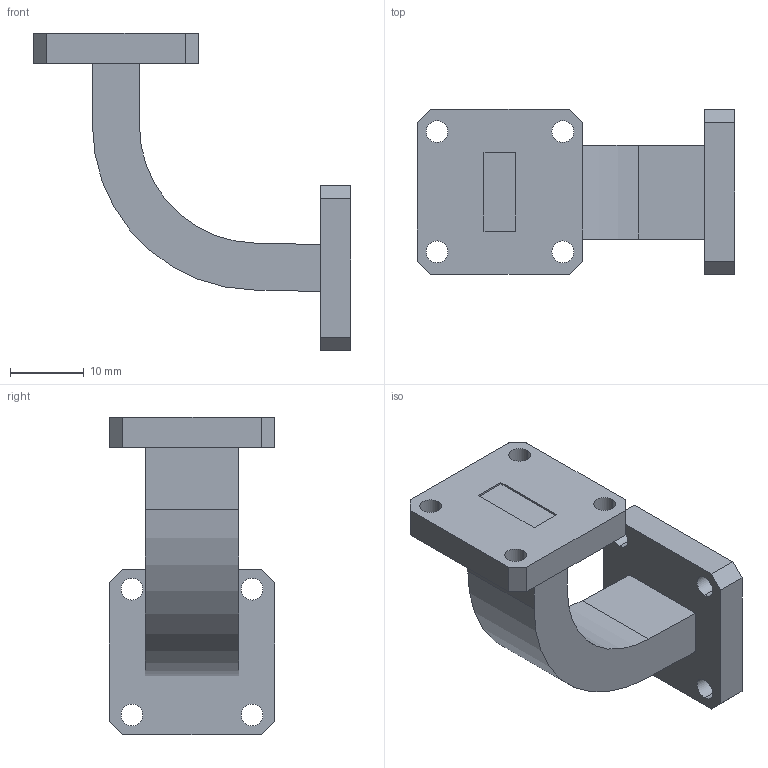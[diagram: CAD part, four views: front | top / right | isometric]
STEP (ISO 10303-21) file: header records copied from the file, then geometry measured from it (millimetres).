
FILE_DESCRIPTION (( 'STEP AP203' ), '1' );
FILE_NAME ('SWB-42090-EB.STEP', '2018-10-17T21:10:47', ( '' ), ( '' ), 'SwSTEP 2.0', 'SolidWorks 2016', '' );
FILE_SCHEMA (( 'CONFIG_CONTROL_DESIGN' ));
Length unit declared in the file: inch
Products named in the file (1): SWB-42090-EB
Bounding box: 42.93 x 22.35 x 42.93 mm (x, y, z)
Volume: 7552.6 mm3; surface area: 4581.7 mm2
Topology: 1 solids, 1 shells, 55 faces, 147 edges, 98 vertices
Faces by surface type: plane 37, cylinder 18
Entity records: 1828 total; most frequent: CARTESIAN_POINT 301, DIRECTION 295, ORIENTED_EDGE 294, EDGE_CURVE 147, LINE 111, VECTOR 111, VERTEX_POINT 98, AXIS2_PLACEMENT_3D 92
